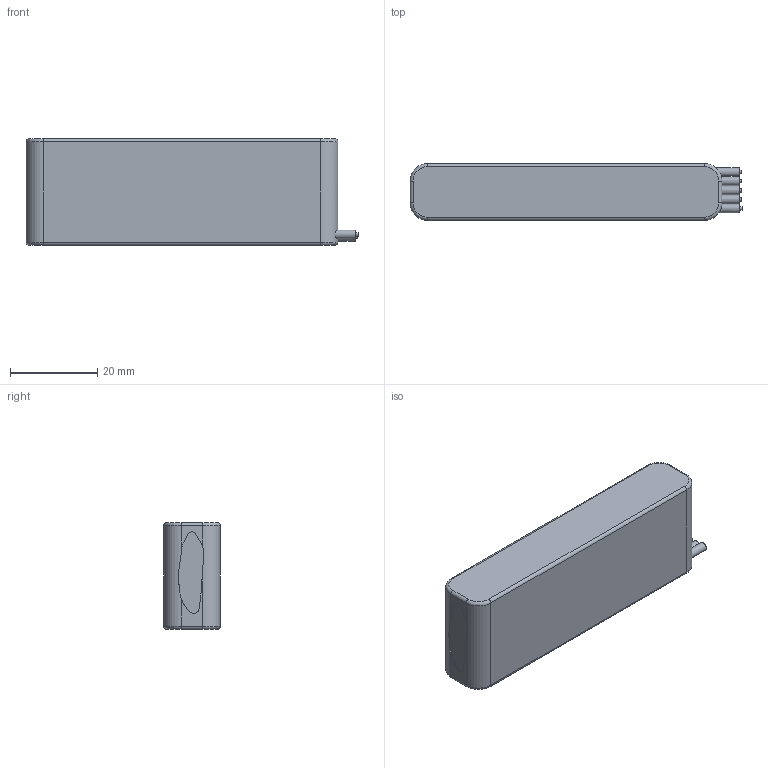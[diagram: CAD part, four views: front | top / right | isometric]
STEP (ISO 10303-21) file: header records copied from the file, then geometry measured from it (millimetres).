
FILE_DESCRIPTION(/* description */ (''),/* implementation_level */ '2;1');
FILE_NAME(/* name */ 'Battery.step',/* time_stamp */ '2018-12-02T13:04:57+02:00',/* author */ (''),/* organization */ (''),/* preprocessor_version */ 'ST-DEVELOPER v17.2',/* originating_system */ 'Autodesk Translation Framework v7.6.0.251',/* authorisation */ '');
FILE_SCHEMA (('AUTOMOTIVE_DESIGN { 1 0 10303 214 3 1 1 }'));
Length unit declared in the file: millimetre
Products named in the file (1): Battery
Bounding box: 76.22 x 13 x 24.5 mm (x, y, z)
Volume: 22474.9 mm3; surface area: 5931.3 mm2
Topology: 5 solids, 5 shells, 81 faces, 190 edges, 125 vertices
Faces by surface type: plane 38, cylinder 35, torus 8
Full cylindrical faces by diameter (mm): 0.8 x5, 2 x5
Entity records: 2486 total; most frequent: CARTESIAN_POINT 459, DIRECTION 439, ORIENTED_EDGE 380, EDGE_CURVE 190, AXIS2_PLACEMENT_3D 175, VERTEX_POINT 125, LINE 89, VECTOR 89
